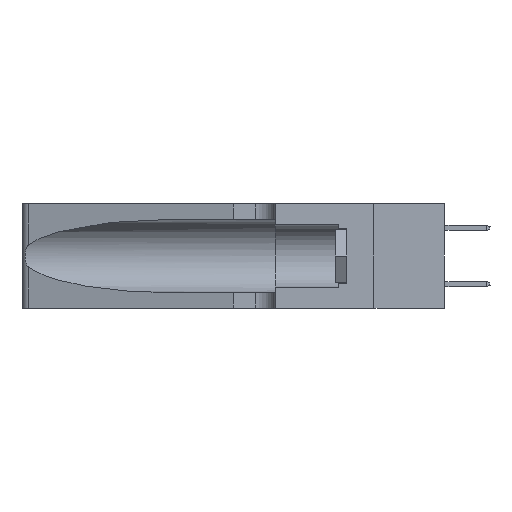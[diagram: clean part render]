
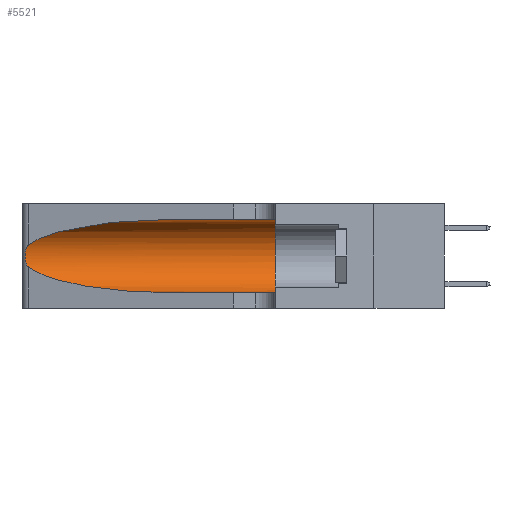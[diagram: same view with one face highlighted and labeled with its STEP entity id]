
A CAD part, left-side view. The second image highlights one B-rep face of the part: STEP entity #5521.
In plain terms, the highlighted cylindrical face has radius 3.308 mm (diameter 6.617 mm), a partial arc.
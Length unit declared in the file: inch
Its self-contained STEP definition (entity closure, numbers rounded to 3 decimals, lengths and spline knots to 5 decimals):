
#120 = CARTESIAN_POINT ( 'NONE',  ( 0.1305, 0.72297, 0.31525 ) ) ;
#409 = CARTESIAN_POINT ( 'NONE',  ( 0.1305, 0.72297, 0.31525 ) ) ;
#978 = DIRECTION ( 'NONE',  ( 0., 0., -1. ) ) ;
#1667 = EDGE_CURVE ( 'NONE', #17472, #13829, #12099, .T. ) ;
#1778 = B_SPLINE_CURVE_WITH_KNOTS ( 'NONE', 3,
 ( #19392, #3711, #19632, #11810, #7605, #9922, #19473, #23320, #5856, #13636, #15524, #25434, #7937, #7684 ),
 .UNSPECIFIED., .F., .F.,
 ( 4, 2, 2, 2, 2, 2, 4 ),
 ( 0., 0.00027, 0.00053, 0.00107, 0.0016, 0.00187, 0.00214 ),
 .UNSPECIFIED. ) ;
#1917 = VERTEX_POINT ( 'NONE', #409 ) ;
#2019 = EDGE_LOOP ( 'NONE', ( #21091, #12686, #14166, #24603, #16856, #20670 ) ) ;
#2815 = CARTESIAN_POINT ( 'NONE',  ( 0.1305, 0.35, 0.05475 ) ) ;
#3334 = CARTESIAN_POINT ( 'NONE',  ( 0.1305, 0.35, 0.185 ) ) ;
#3711 = CARTESIAN_POINT ( 'NONE',  ( 0.25555, 1.22994, 0.2215 ) ) ;
#4501 = CARTESIAN_POINT ( 'NONE',  ( 0.25487, 1.22718, 0.14631 ) ) ;
#4813 = VERTEX_POINT ( 'NONE', #15891 ) ;
#5393 = VERTEX_POINT ( 'NONE', #14102 ) ;
#5521 = ADVANCED_FACE ( 'NONE', ( #19920 ), #24501, .F. ) ;
#5652 = CARTESIAN_POINT ( 'NONE',  ( 0.25487, 1.22718, 0.22369 ) ) ;
#5856 = CARTESIAN_POINT ( 'NONE',  ( 0.26017, 1.23833, 0.17102 ) ) ;
#7605 = CARTESIAN_POINT ( 'NONE',  ( 0.25854, 1.2359, 0.20912 ) ) ;
#7606 = VERTEX_POINT ( 'NONE', #8677 ) ;
#7684 = CARTESIAN_POINT ( 'NONE',  ( 0.25487, 1.22718, 0.14631 ) ) ;
#7937 = CARTESIAN_POINT ( 'NONE',  ( 0.25555, 1.22993, 0.14849 ) ) ;
#8564 = EDGE_CURVE ( 'NONE', #5393, #13829, #18520, .T. ) ;
#8677 = CARTESIAN_POINT ( 'NONE',  ( 0.25487, 1.22718, 0.22369 ) ) ;
#9580 = DIRECTION ( 'NONE',  ( 0., -1., 0. ) ) ;
#9922 = CARTESIAN_POINT ( 'NONE',  ( 0.26018, 1.23835, 0.19895 ) ) ;
#10378 = AXIS2_PLACEMENT_3D ( 'NONE', #14605, #22314, #978 ) ;
#10789 = CARTESIAN_POINT ( 'NONE',  ( 0.1305, 1.61858, 0.31525 ) ) ;
#11418 =( BOUNDED_CURVE ( )  B_SPLINE_CURVE ( 3, ( #4501, #21956, #20233, #18199 ),
 .UNSPECIFIED., .F., .T. ) 
 B_SPLINE_CURVE_WITH_KNOTS ( ( 4, 4 ),
 ( 3.44316, 4.71239 ),
 .UNSPECIFIED. ) 
 CURVE ( )  GEOMETRIC_REPRESENTATION_ITEM ( )  RATIONAL_B_SPLINE_CURVE ( ( 1., 0.87, 0.87, 1. ) ) 
 REPRESENTATION_ITEM ( '' )  );
#11810 = CARTESIAN_POINT ( 'NONE',  ( 0.25787, 1.23484, 0.2124 ) ) ;
#12099 = LINE ( 'NONE', #15422, #24978 ) ;
#12686 = ORIENTED_EDGE ( 'NONE', *, *, #13509, .T. ) ;
#13509 = EDGE_CURVE ( 'NONE', #7606, #4813, #1778, .T. ) ;
#13636 = CARTESIAN_POINT ( 'NONE',  ( 0.25856, 1.23593, 0.16098 ) ) ;
#13829 = VERTEX_POINT ( 'NONE', #2815 ) ;
#14102 = CARTESIAN_POINT ( 'NONE',  ( 0.1305, 0.35, 0.31525 ) ) ;
#14166 = ORIENTED_EDGE ( 'NONE', *, *, #22636, .T. ) ;
#14605 = CARTESIAN_POINT ( 'NONE',  ( 0.1305, 1.61858, 0.185 ) ) ;
#15422 = CARTESIAN_POINT ( 'NONE',  ( 0.1305, 1.61858, 0.05475 ) ) ;
#15524 = CARTESIAN_POINT ( 'NONE',  ( 0.25789, 1.23486, 0.15765 ) ) ;
#15559 = CARTESIAN_POINT ( 'NONE',  ( 0.2373, 1.15595, 0.28018 ) ) ;
#15891 = CARTESIAN_POINT ( 'NONE',  ( 0.25487, 1.22718, 0.14631 ) ) ;
#16856 = ORIENTED_EDGE ( 'NONE', *, *, #8564, .F. ) ;
#16942 = EDGE_CURVE ( 'NONE', #1917, #7606, #19321, .T. ) ;
#17472 = VERTEX_POINT ( 'NONE', #25267 ) ;
#17631 = AXIS2_PLACEMENT_3D ( 'NONE', #3334, #20960, #20877 ) ;
#18199 = CARTESIAN_POINT ( 'NONE',  ( 0.1305, 0.72297, 0.05475 ) ) ;
#18520 = CIRCLE ( 'NONE', #17631, 0.13025 ) ;
#19321 =( BOUNDED_CURVE ( )  B_SPLINE_CURVE ( 3, ( #120, #20191, #15559, #5652 ),
 .UNSPECIFIED., .F., .F. ) 
 B_SPLINE_CURVE_WITH_KNOTS ( ( 4, 4 ),
 ( 1.5708, 2.84003 ),
 .UNSPECIFIED. ) 
 CURVE ( )  GEOMETRIC_REPRESENTATION_ITEM ( )  RATIONAL_B_SPLINE_CURVE ( ( 1., 0.87, 0.87, 1. ) ) 
 REPRESENTATION_ITEM ( '' )  );
#19392 = CARTESIAN_POINT ( 'NONE',  ( 0.25487, 1.22718, 0.22369 ) ) ;
#19473 = CARTESIAN_POINT ( 'NONE',  ( 0.26075, 1.23896, 0.19203 ) ) ;
#19599 = EDGE_CURVE ( 'NONE', #1917, #5393, #25076, .T. ) ;
#19632 = CARTESIAN_POINT ( 'NONE',  ( 0.25639, 1.23184, 0.21858 ) ) ;
#19904 = VECTOR ( 'NONE', #24238, 39.37008 ) ;
#19920 = FACE_OUTER_BOUND ( 'NONE', #2019, .T. ) ;
#20191 = CARTESIAN_POINT ( 'NONE',  ( 0.18966, 0.96281, 0.31525 ) ) ;
#20233 = CARTESIAN_POINT ( 'NONE',  ( 0.18966, 0.96281, 0.05475 ) ) ;
#20670 = ORIENTED_EDGE ( 'NONE', *, *, #19599, .F. ) ;
#20877 = DIRECTION ( 'NONE',  ( 0., 0., 1. ) ) ;
#20960 = DIRECTION ( 'NONE',  ( 0., 1., 0. ) ) ;
#21091 = ORIENTED_EDGE ( 'NONE', *, *, #16942, .T. ) ;
#21956 = CARTESIAN_POINT ( 'NONE',  ( 0.2373, 1.15595, 0.08982 ) ) ;
#22314 = DIRECTION ( 'NONE',  ( 0., -1., 0. ) ) ;
#22636 = EDGE_CURVE ( 'NONE', #4813, #17472, #11418, .T. ) ;
#23320 = CARTESIAN_POINT ( 'NONE',  ( 0.26075, 1.23896, 0.178 ) ) ;
#24238 = DIRECTION ( 'NONE',  ( 0., -1., 0. ) ) ;
#24501 = CYLINDRICAL_SURFACE ( 'NONE', #10378, 0.13025 ) ;
#24603 = ORIENTED_EDGE ( 'NONE', *, *, #1667, .T. ) ;
#24978 = VECTOR ( 'NONE', #9580, 39.37008 ) ;
#25076 = LINE ( 'NONE', #10789, #19904 ) ;
#25267 = CARTESIAN_POINT ( 'NONE',  ( 0.1305, 0.72297, 0.05475 ) ) ;
#25434 = CARTESIAN_POINT ( 'NONE',  ( 0.25639, 1.23186, 0.15144 ) ) ;
